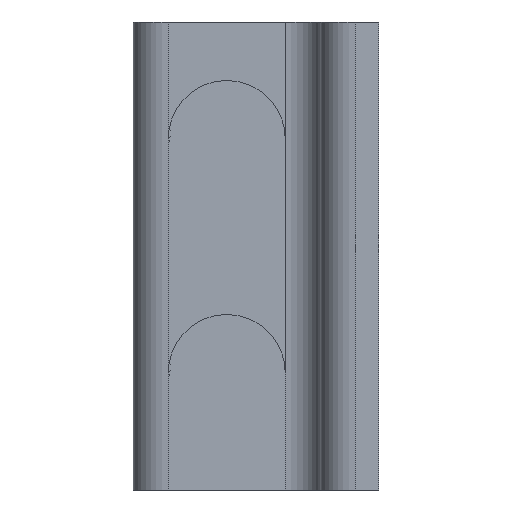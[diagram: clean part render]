
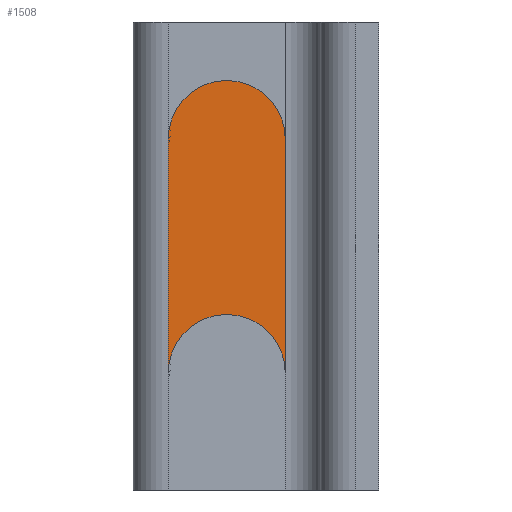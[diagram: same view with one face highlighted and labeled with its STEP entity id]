
A CAD part, left-side view. The second image highlights one B-rep face of the part: STEP entity #1508.
In plain terms, the highlighted planar face has unit normal (-1, 0, 0).
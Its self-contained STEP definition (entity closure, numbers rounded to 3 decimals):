
#183 = CYLINDRICAL_SURFACE('',#184,3.);
#184 = AXIS2_PLACEMENT_3D('',#185,#186,#187);
#185 = CARTESIAN_POINT('',(-8.,12.,-20.));
#186 = DIRECTION('',(-0.,-0.,-1.));
#187 = DIRECTION('',(1.,0.,0.));
#451 = CYLINDRICAL_SURFACE('',#452,3.);
#452 = AXIS2_PLACEMENT_3D('',#453,#454,#455);
#453 = CARTESIAN_POINT('',(-2.,22.,-20.));
#454 = DIRECTION('',(-0.,-0.,-1.));
#455 = DIRECTION('',(1.,0.,0.));
#720 = VERTEX_POINT('',#721);
#721 = CARTESIAN_POINT('',(-5.,12.,10.));
#742 = EDGE_CURVE('',#743,#720,#745,.T.);
#743 = VERTEX_POINT('',#744);
#744 = CARTESIAN_POINT('',(-5.,12.,-10.));
#745 = SURFACE_CURVE('',#746,(#750,#757),.PCURVE_S1.);
#746 = LINE('',#747,#748);
#747 = CARTESIAN_POINT('',(-5.,12.,-20.));
#748 = VECTOR('',#749,1.);
#749 = DIRECTION('',(0.,0.,1.));
#750 = PCURVE('',#183,#751);
#751 = DEFINITIONAL_REPRESENTATION('',(#752),#756);
#752 = LINE('',#753,#754);
#753 = CARTESIAN_POINT('',(-6.283,0.));
#754 = VECTOR('',#755,1.);
#755 = DIRECTION('',(-0.,-1.));
#756 = ( GEOMETRIC_REPRESENTATION_CONTEXT(2) 
PARAMETRIC_REPRESENTATION_CONTEXT() REPRESENTATION_CONTEXT('2D SPACE',''
  ) );
#757 = PCURVE('',#758,#763);
#758 = PLANE('',#759);
#759 = AXIS2_PLACEMENT_3D('',#760,#761,#762);
#760 = CARTESIAN_POINT('',(-5.,12.,-20.));
#761 = DIRECTION('',(-1.,0.,0.));
#762 = DIRECTION('',(0.,1.,0.));
#763 = DEFINITIONAL_REPRESENTATION('',(#764),#768);
#764 = LINE('',#765,#766);
#765 = CARTESIAN_POINT('',(0.,0.));
#766 = VECTOR('',#767,1.);
#767 = DIRECTION('',(0.,-1.));
#768 = ( GEOMETRIC_REPRESENTATION_CONTEXT(2) 
PARAMETRIC_REPRESENTATION_CONTEXT() REPRESENTATION_CONTEXT('2D SPACE',''
  ) );
#922 = VERTEX_POINT('',#923);
#923 = CARTESIAN_POINT('',(-5.,22.,-10.));
#938 = CYLINDRICAL_SURFACE('',#939,5.);
#939 = AXIS2_PLACEMENT_3D('',#940,#941,#942);
#940 = CARTESIAN_POINT('',(-3.,17.,-10.));
#941 = DIRECTION('',(-1.,0.,0.));
#942 = DIRECTION('',(0.,0.,1.));
#997 = VERTEX_POINT('',#998);
#998 = CARTESIAN_POINT('',(-5.,22.,10.));
#1019 = EDGE_CURVE('',#922,#997,#1020,.T.);
#1020 = SURFACE_CURVE('',#1021,(#1025,#1032),.PCURVE_S1.);
#1021 = LINE('',#1022,#1023);
#1022 = CARTESIAN_POINT('',(-5.,22.,-20.));
#1023 = VECTOR('',#1024,1.);
#1024 = DIRECTION('',(0.,0.,1.));
#1025 = PCURVE('',#451,#1026);
#1026 = DEFINITIONAL_REPRESENTATION('',(#1027),#1031);
#1027 = LINE('',#1028,#1029);
#1028 = CARTESIAN_POINT('',(-3.142,0.));
#1029 = VECTOR('',#1030,1.);
#1030 = DIRECTION('',(-0.,-1.));
#1031 = ( GEOMETRIC_REPRESENTATION_CONTEXT(2) 
PARAMETRIC_REPRESENTATION_CONTEXT() REPRESENTATION_CONTEXT('2D SPACE',''
  ) );
#1032 = PCURVE('',#758,#1033);
#1033 = DEFINITIONAL_REPRESENTATION('',(#1034),#1038);
#1034 = LINE('',#1035,#1036);
#1035 = CARTESIAN_POINT('',(10.,0.));
#1036 = VECTOR('',#1037,1.);
#1037 = DIRECTION('',(0.,-1.));
#1038 = ( GEOMETRIC_REPRESENTATION_CONTEXT(2) 
PARAMETRIC_REPRESENTATION_CONTEXT() REPRESENTATION_CONTEXT('2D SPACE',''
  ) );
#1420 = CYLINDRICAL_SURFACE('',#1421,5.);
#1421 = AXIS2_PLACEMENT_3D('',#1422,#1423,#1424);
#1422 = CARTESIAN_POINT('',(-3.,17.,10.));
#1423 = DIRECTION('',(-1.,0.,0.));
#1424 = DIRECTION('',(0.,0.,1.));
#1508 = ADVANCED_FACE('',(#1509),#758,.T.);
#1509 = FACE_BOUND('',#1510,.T.);
#1510 = EDGE_LOOP('',(#1511,#1535,#1536,#1558,#1559));
#1511 = ORIENTED_EDGE('',*,*,#1512,.F.);
#1512 = EDGE_CURVE('',#743,#1513,#1515,.T.);
#1513 = VERTEX_POINT('',#1514);
#1514 = CARTESIAN_POINT('',(-5.,17.,-5.));
#1515 = SURFACE_CURVE('',#1516,(#1521,#1528),.PCURVE_S1.);
#1516 = CIRCLE('',#1517,5.);
#1517 = AXIS2_PLACEMENT_3D('',#1518,#1519,#1520);
#1518 = CARTESIAN_POINT('',(-5.,17.,-10.));
#1519 = DIRECTION('',(-1.,0.,0.));
#1520 = DIRECTION('',(0.,0.,1.));
#1521 = PCURVE('',#758,#1522);
#1522 = DEFINITIONAL_REPRESENTATION('',(#1523),#1527);
#1523 = CIRCLE('',#1524,5.);
#1524 = AXIS2_PLACEMENT_2D('',#1525,#1526);
#1525 = CARTESIAN_POINT('',(5.,-10.));
#1526 = DIRECTION('',(0.,-1.));
#1527 = ( GEOMETRIC_REPRESENTATION_CONTEXT(2) 
PARAMETRIC_REPRESENTATION_CONTEXT() REPRESENTATION_CONTEXT('2D SPACE',''
  ) );
#1528 = PCURVE('',#938,#1529);
#1529 = DEFINITIONAL_REPRESENTATION('',(#1530),#1534);
#1530 = LINE('',#1531,#1532);
#1531 = CARTESIAN_POINT('',(0.,2.));
#1532 = VECTOR('',#1533,1.);
#1533 = DIRECTION('',(1.,0.));
#1534 = ( GEOMETRIC_REPRESENTATION_CONTEXT(2) 
PARAMETRIC_REPRESENTATION_CONTEXT() REPRESENTATION_CONTEXT('2D SPACE',''
  ) );
#1535 = ORIENTED_EDGE('',*,*,#742,.T.);
#1536 = ORIENTED_EDGE('',*,*,#1537,.F.);
#1537 = EDGE_CURVE('',#720,#997,#1538,.T.);
#1538 = SURFACE_CURVE('',#1539,(#1544,#1551),.PCURVE_S1.);
#1539 = CIRCLE('',#1540,5.);
#1540 = AXIS2_PLACEMENT_3D('',#1541,#1542,#1543);
#1541 = CARTESIAN_POINT('',(-5.,17.,10.));
#1542 = DIRECTION('',(-1.,0.,0.));
#1543 = DIRECTION('',(0.,0.,1.));
#1544 = PCURVE('',#758,#1545);
#1545 = DEFINITIONAL_REPRESENTATION('',(#1546),#1550);
#1546 = CIRCLE('',#1547,5.);
#1547 = AXIS2_PLACEMENT_2D('',#1548,#1549);
#1548 = CARTESIAN_POINT('',(5.,-30.));
#1549 = DIRECTION('',(0.,-1.));
#1550 = ( GEOMETRIC_REPRESENTATION_CONTEXT(2) 
PARAMETRIC_REPRESENTATION_CONTEXT() REPRESENTATION_CONTEXT('2D SPACE',''
  ) );
#1551 = PCURVE('',#1420,#1552);
#1552 = DEFINITIONAL_REPRESENTATION('',(#1553),#1557);
#1553 = LINE('',#1554,#1555);
#1554 = CARTESIAN_POINT('',(0.,2.));
#1555 = VECTOR('',#1556,1.);
#1556 = DIRECTION('',(1.,0.));
#1557 = ( GEOMETRIC_REPRESENTATION_CONTEXT(2) 
PARAMETRIC_REPRESENTATION_CONTEXT() REPRESENTATION_CONTEXT('2D SPACE',''
  ) );
#1558 = ORIENTED_EDGE('',*,*,#1019,.F.);
#1559 = ORIENTED_EDGE('',*,*,#1560,.F.);
#1560 = EDGE_CURVE('',#1513,#922,#1561,.T.);
#1561 = SURFACE_CURVE('',#1562,(#1567,#1574),.PCURVE_S1.);
#1562 = CIRCLE('',#1563,5.);
#1563 = AXIS2_PLACEMENT_3D('',#1564,#1565,#1566);
#1564 = CARTESIAN_POINT('',(-5.,17.,-10.));
#1565 = DIRECTION('',(-1.,0.,0.));
#1566 = DIRECTION('',(0.,0.,1.));
#1567 = PCURVE('',#758,#1568);
#1568 = DEFINITIONAL_REPRESENTATION('',(#1569),#1573);
#1569 = CIRCLE('',#1570,5.);
#1570 = AXIS2_PLACEMENT_2D('',#1571,#1572);
#1571 = CARTESIAN_POINT('',(5.,-10.));
#1572 = DIRECTION('',(0.,-1.));
#1573 = ( GEOMETRIC_REPRESENTATION_CONTEXT(2) 
PARAMETRIC_REPRESENTATION_CONTEXT() REPRESENTATION_CONTEXT('2D SPACE',''
  ) );
#1574 = PCURVE('',#938,#1575);
#1575 = DEFINITIONAL_REPRESENTATION('',(#1576),#1580);
#1576 = LINE('',#1577,#1578);
#1577 = CARTESIAN_POINT('',(0.,2.));
#1578 = VECTOR('',#1579,1.);
#1579 = DIRECTION('',(1.,0.));
#1580 = ( GEOMETRIC_REPRESENTATION_CONTEXT(2) 
PARAMETRIC_REPRESENTATION_CONTEXT() REPRESENTATION_CONTEXT('2D SPACE',''
  ) );
